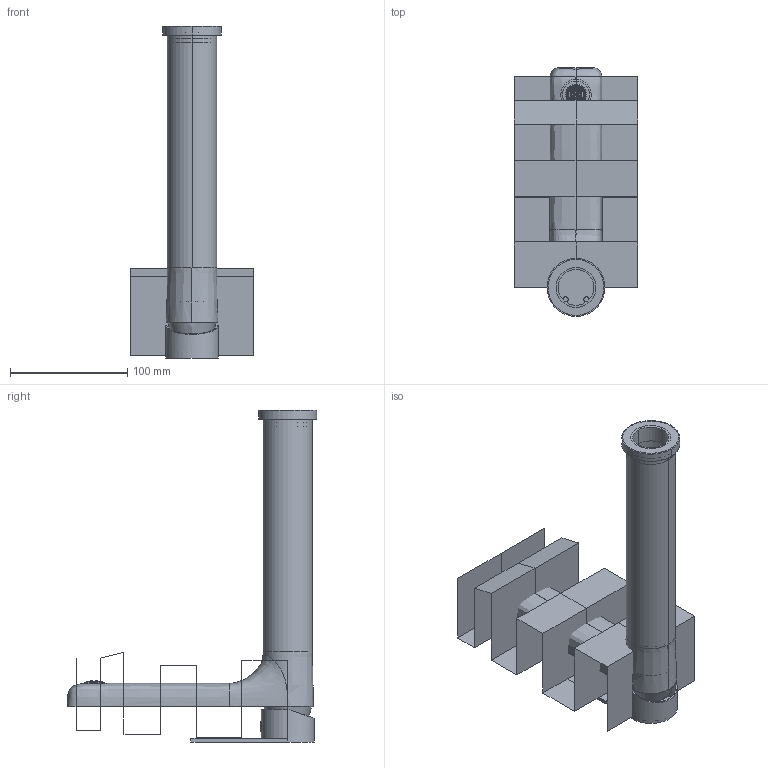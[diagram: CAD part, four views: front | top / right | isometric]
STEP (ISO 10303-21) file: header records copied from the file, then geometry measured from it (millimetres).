
FILE_DESCRIPTION((''),'2;1');
FILE_NAME('8102S070CP_ASM','2023-07-13T09:17:14',('Administrator'),(''),'CREO PARAMETRIC BY PTC INC, 2018500','CREO PARAMETRIC BY PTC INC, 2018500','');
FILE_SCHEMA(('CONFIG_CONTROL_DESIGN'));
Length unit declared in the file: millimetre
Products named in the file (11): 8101S070CP; 67; LP-FX-050; 72; 68; 69; 70; 71; LP-JG-004; XS-SL-0024; 8102S070CP_ASM
Assembly tree (10 placements, depth 2):
  8102S070CP_ASM
    8101S070CP
    67
    LP-FX-050
    72
    68
    69
    70
    71
    LP-JG-004
    XS-SL-0024
Bounding box: 105.5 x 212.75 x 283.3 mm (x, y, z)
Volume: 125985.7 mm3; surface area: 234770.1 mm2
Topology: 10 solids, 15 shells, 950 faces, 2684 edges, 1770 vertices
Faces by surface type: plane 698, cylinder 146, bspline 45, cone 38, torus 15, revolution 4, sphere 4
Entity records: 38815 total; most frequent: CARTESIAN_POINT 13142, DIRECTION 5323, ORIENTED_EDGE 5278, EDGE_CURVE 2678, AXIS2_PLACEMENT_3D 1890, VERTEX_POINT 1770, VECTOR 1539, LINE 1539
